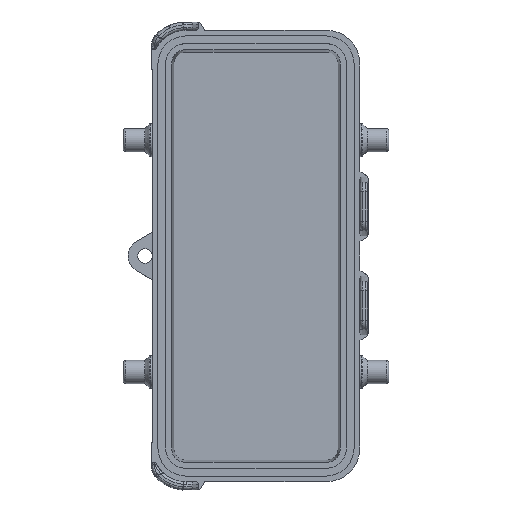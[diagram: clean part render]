
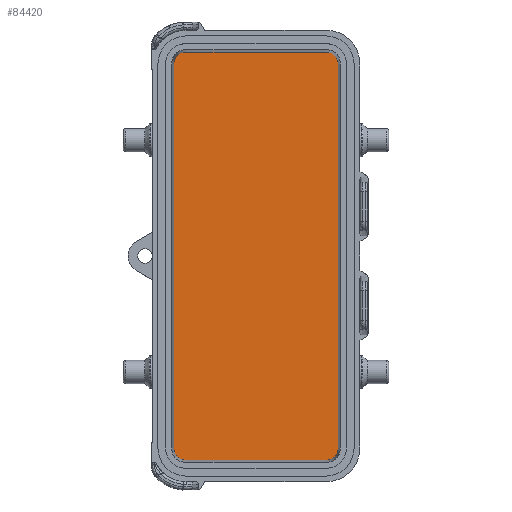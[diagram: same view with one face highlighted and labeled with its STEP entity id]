
A CAD part, top view. The second image highlights one B-rep face of the part: STEP entity #84420.
In plain terms, the highlighted planar face has unit normal (0, 0, 1).
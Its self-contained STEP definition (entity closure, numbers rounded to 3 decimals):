
#14230=CARTESIAN_POINT('',(-17.002,6.001,
-9.5));
#14240=VERTEX_POINT('',#14230);
#14400=CARTESIAN_POINT('',(-14.5,8.504,-9.5));
#14410=VERTEX_POINT('',#14400);
#14440=CARTESIAN_POINT('',(-14.5,6.001,-9.5));
#14450=DIRECTION('',(0.,0.,1.));
#14460=DIRECTION('',(1.,0.,0.));
#14470=AXIS2_PLACEMENT_3D('',#14440,#14450,#14460);
#14480=CIRCLE('',#14470,2.502);
#14490=EDGE_CURVE('',#14410,#14240,#14480,.T.);
#17670=CARTESIAN_POINT('',(14.5,8.504,-9.5));
#17680=VERTEX_POINT('',#17670);
#17840=CARTESIAN_POINT('',(17.002,6.001,
-9.5));
#17850=VERTEX_POINT('',#17840);
#17880=CARTESIAN_POINT('',(14.5,6.001,
-9.5));
#17890=DIRECTION('',(0.,0.,1.));
#17900=DIRECTION('',(1.,0.,0.));
#17910=AXIS2_PLACEMENT_3D('',#17880,#17890,#17900);
#17920=CIRCLE('',#17910,2.502);
#17930=EDGE_CURVE('',#17850,#17680,#17920,.T.);
#35040=CARTESIAN_POINT('',(0.,8.504,-9.5));
#35050=DIRECTION('',(1.,-0.,0.));
#35060=VECTOR('',#35050,1.);
#35070=LINE('',#35040,#35060);
#35080=EDGE_CURVE('',#14410,#17680,#35070,.T.);
#58080=CARTESIAN_POINT('',(-17.002,0.,-9.5));
#58090=DIRECTION('',(0.,1.,0.));
#58100=VECTOR('',#58090,1.);
#58110=LINE('',#58080,#58100);
#58120=CARTESIAN_POINT('',(-17.002,-73.499,
-9.5));
#58130=VERTEX_POINT('',#58120);
#58140=EDGE_CURVE('',#58130,#14240,#58110,.T.);
#60520=CARTESIAN_POINT('',(17.002,-73.499,
-9.5));
#60530=VERTEX_POINT('',#60520);
#60580=CARTESIAN_POINT('',(17.002,0.,-9.5));
#60590=DIRECTION('',(0.,-1.,-0.));
#60600=VECTOR('',#60590,1.);
#60610=LINE('',#60580,#60600);
#60620=EDGE_CURVE('',#17850,#60530,#60610,.T.);
#62680=CARTESIAN_POINT('',(-14.5,-76.001,-9.5));
#62690=VERTEX_POINT('',#62680);
#62720=CARTESIAN_POINT('',(0.,-76.001,-9.5));
#62730=DIRECTION('',(1.,-0.,0.));
#62740=VECTOR('',#62730,1.);
#62750=LINE('',#62720,#62740);
#62760=CARTESIAN_POINT('',(14.5,-76.001,-9.5));
#62770=VERTEX_POINT('',#62760);
#62780=EDGE_CURVE('',#62690,#62770,#62750,.T.);
#82680=CARTESIAN_POINT('',(-14.5,-73.499,
-9.5));
#82690=DIRECTION('',(0.,0.,-1.));
#82700=DIRECTION('',(1.,0.,0.));
#82710=AXIS2_PLACEMENT_3D('',#82680,#82690,#82700);
#82720=CIRCLE('',#82710,2.502);
#82730=EDGE_CURVE('',#62690,#58130,#82720,.T.);
#84210=CARTESIAN_POINT('',(18.389,-6.758,
-9.5));
#84220=DIRECTION('',(0.,0.,-1.));
#84230=DIRECTION('',(1.,0.,0.));
#84240=AXIS2_PLACEMENT_3D('',#84210,#84220,#84230);
#84250=PLANE('',#84240);
#84260=ORIENTED_EDGE('',*,*,#14490,.T.);
#84270=ORIENTED_EDGE('',*,*,#35080,.F.);
#84280=ORIENTED_EDGE('',*,*,#17930,.T.);
#84290=ORIENTED_EDGE('',*,*,#60620,.F.);
#84300=CARTESIAN_POINT('',(14.5,-73.499,
-9.5));
#84310=DIRECTION('',(0.,0.,-1.));
#84320=DIRECTION('',(1.,0.,0.));
#84330=AXIS2_PLACEMENT_3D('',#84300,#84310,#84320);
#84340=CIRCLE('',#84330,2.502);
#84350=EDGE_CURVE('',#60530,#62770,#84340,.T.);
#84360=ORIENTED_EDGE('',*,*,#84350,.F.);
#84370=ORIENTED_EDGE('',*,*,#62780,.T.);
#84380=ORIENTED_EDGE('',*,*,#82730,.F.);
#84390=ORIENTED_EDGE('',*,*,#58140,.F.);
#84400=EDGE_LOOP('',(#84390,#84380,#84370,#84360,#84290,#84280,#84270,
#84260));
#84410=FACE_OUTER_BOUND('',#84400,.T.);
#84420=ADVANCED_FACE('',(#84410),#84250,.F.);
